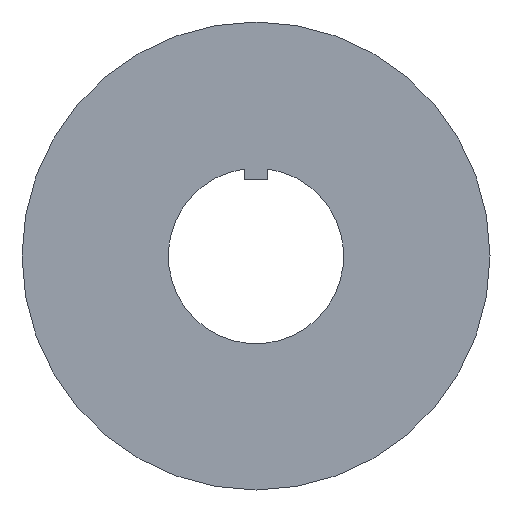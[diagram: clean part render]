
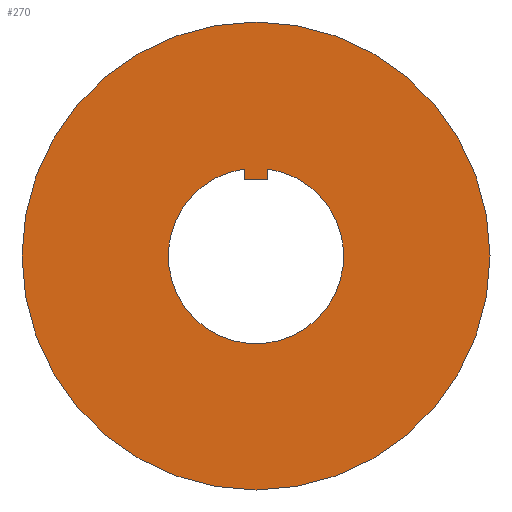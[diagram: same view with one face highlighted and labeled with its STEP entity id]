
A CAD part, left-side view. The second image highlights one B-rep face of the part: STEP entity #270.
In plain terms, the highlighted planar face has unit normal (-1, 0, 0).
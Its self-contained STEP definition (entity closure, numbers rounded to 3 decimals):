
#47=AXIS2_PLACEMENT_3D('Circle Axis2P3D',#45,#46,$) ;
#81=AXIS2_PLACEMENT_3D('Circle Axis2P3D',#79,#80,$) ;
#126=AXIS2_PLACEMENT_3D('Circle Axis2P3D',#124,#125,$) ;
#258=AXIS2_PLACEMENT_3D('Plane Axis2P3D',#255,#256,#257) ;
#40=CARTESIAN_POINT('Vertex',(0.,30.,0.)) ;
#45=CARTESIAN_POINT('Axis2P3D Location',(0.,0.,0.)) ;
#49=CARTESIAN_POINT('Vertex',(0.,-30.,0.)) ;
#79=CARTESIAN_POINT('Axis2P3D Location',(0.,0.,0.)) ;
#121=CARTESIAN_POINT('Vertex',(0.,1.475,11.153)) ;
#124=CARTESIAN_POINT('Axis2P3D Location',(0.,0.,0.)) ;
#128=CARTESIAN_POINT('Vertex',(0.,-1.475,11.153)) ;
#162=CARTESIAN_POINT('Line Origine',(0.,-1.475,10.451)) ;
#166=CARTESIAN_POINT('Vertex',(0.,-1.475,9.75)) ;
#200=CARTESIAN_POINT('Line Origine',(0.,0.,9.75)) ;
#204=CARTESIAN_POINT('Vertex',(0.,1.475,9.75)) ;
#236=CARTESIAN_POINT('Line Origine',(0.,1.475,10.451)) ;
#255=CARTESIAN_POINT('Axis2P3D Location',(0.,0.,0.)) ;
#46=DIRECTION('Axis2P3D Direction',(1.,0.,0.)) ;
#80=DIRECTION('Axis2P3D Direction',(1.,0.,0.)) ;
#125=DIRECTION('Axis2P3D Direction',(1.,0.,0.)) ;
#163=DIRECTION('Vector Direction',(0.,0.,-1.)) ;
#201=DIRECTION('Vector Direction',(0.,1.,0.)) ;
#237=DIRECTION('Vector Direction',(0.,0.,1.)) ;
#256=DIRECTION('Axis2P3D Direction',(1.,0.,0.)) ;
#257=DIRECTION('Axis2P3D XDirection',(0.,1.,0.)) ;
#164=VECTOR('Line Direction',#163,1.) ;
#202=VECTOR('Line Direction',#201,1.) ;
#238=VECTOR('Line Direction',#237,1.) ;
#261=ORIENTED_EDGE('',*,*,#83,.F.) ;
#262=ORIENTED_EDGE('',*,*,#51,.F.) ;
#265=ORIENTED_EDGE('',*,*,#240,.T.) ;
#266=ORIENTED_EDGE('',*,*,#206,.T.) ;
#267=ORIENTED_EDGE('',*,*,#168,.T.) ;
#268=ORIENTED_EDGE('',*,*,#130,.T.) ;
#269=FACE_BOUND('',#264,.T.) ;
#270=ADVANCED_FACE('Corps principal',(#263,#269),#259,.F.) ;
#48=CIRCLE('generated circle',#47,30.) ;
#82=CIRCLE('generated circle',#81,30.) ;
#127=CIRCLE('generated circle',#126,11.25) ;
#51=EDGE_CURVE('',#41,#50,#48,.T.) ;
#83=EDGE_CURVE('',#50,#41,#82,.T.) ;
#130=EDGE_CURVE('',#129,#122,#127,.T.) ;
#168=EDGE_CURVE('',#167,#129,#165,.F.) ;
#206=EDGE_CURVE('',#205,#167,#203,.F.) ;
#240=EDGE_CURVE('',#122,#205,#239,.F.) ;
#260=EDGE_LOOP('',(#261,#262)) ;
#264=EDGE_LOOP('',(#265,#266,#267,#268)) ;
#263=FACE_OUTER_BOUND('',#260,.T.) ;
#165=LINE('Line',#162,#164) ;
#203=LINE('Line',#200,#202) ;
#239=LINE('Line',#236,#238) ;
#259=PLANE('',#258) ;
#41=VERTEX_POINT('',#40) ;
#50=VERTEX_POINT('',#49) ;
#122=VERTEX_POINT('',#121) ;
#129=VERTEX_POINT('',#128) ;
#167=VERTEX_POINT('',#166) ;
#205=VERTEX_POINT('',#204) ;
